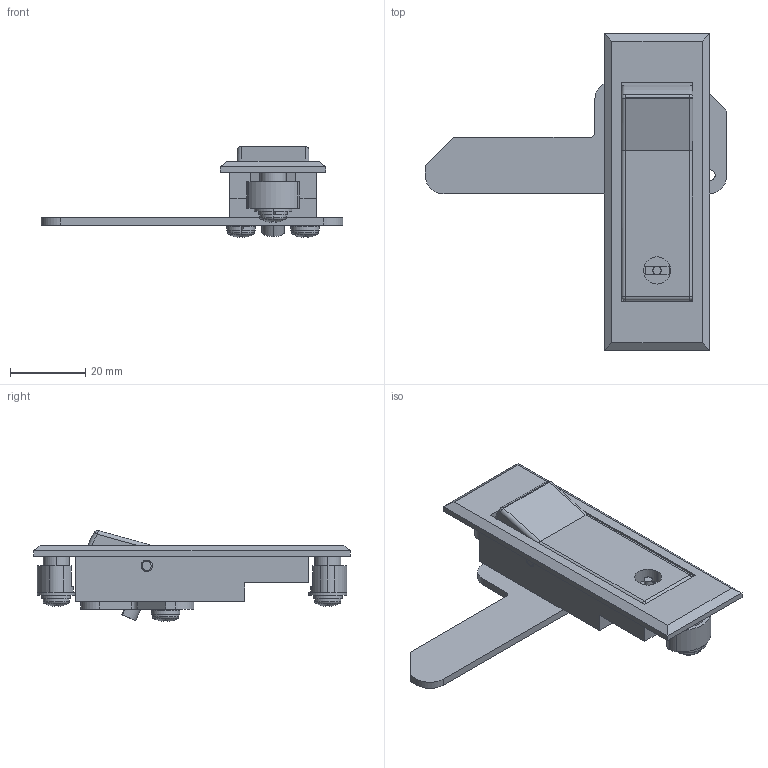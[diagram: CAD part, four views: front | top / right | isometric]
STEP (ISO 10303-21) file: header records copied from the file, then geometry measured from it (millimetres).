
FILE_DESCRIPTION (( 'STEP AP203' ), '1' );
FILE_NAME ('sone3D.STEP', '2016-08-01T04:07:37', ( '' ), ( '' ), 'SwSTEP 2.0', 'SolidWorks 2014', '' );
FILE_SCHEMA (( 'CONFIG_CONTROL_DESIGN' ));
Length unit declared in the file: millimetre
Products named in the file (11): 廫帤寠晅側傋彫偹偠M4(SW晅); 僆儚儞儚僢僔儍乕S__岞奐梡; 平ワッシャーM4小型丸_JIS B 1256 Small circular 4; A-250-3本体_; 十字穴付なべ小ねじM4(平W?SW付) ; A-250-3僴儞僪儖__A-250-3-1; sone3D; A-250-3止め金_; A-250-3ピン_; 廫帤寠晅側傋彫偹偠M4_M4亊8; スプリングワッシャーM4_JIS B 1251 No.2 5
Assembly tree (15 placements, depth 3):
  sone3D
    A-250-3本体_
    A-250-3僴儞僪儖__A-250-3-1
    A-250-3止め金_
    A-250-3ピン_
    廫帤寠晅側傋彫偹偠M4(SW晅)  x2
      廫帤寠晅側傋彫偹偠M4_M4亊8
      スプリングワッシャーM4_JIS B 1251 No.2 5
    僆儚儞儚僢僔儍乕S__岞奐梡  x2
    十字穴付なべ小ねじM4(平W?SW付)   x2
      廫帤寠晅側傋彫偹偠M4_M4亊8
      平ワッシャーM4小型丸_JIS B 1256 Small circular 4
      スプリングワッシャーM4_JIS B 1251 No.2 5
Bounding box: 80 x 84 x 24.11 mm (x, y, z)
Volume: 19593 mm3; surface area: 18952.9 mm2
Topology: 17 solids, 17 shells, 367 faces, 925 edges, 598 vertices
Faces by surface type: plane 199, cylinder 135, sphere 13, torus 11, bspline 5, cone 4
Entity records: 9383 total; most frequent: CARTESIAN_POINT 1640, DIRECTION 1405, ORIENTED_EDGE 1320, EDGE_CURVE 660, AXIS2_PLACEMENT_3D 503, VERTEX_POINT 426, VECTOR 399, LINE 399
